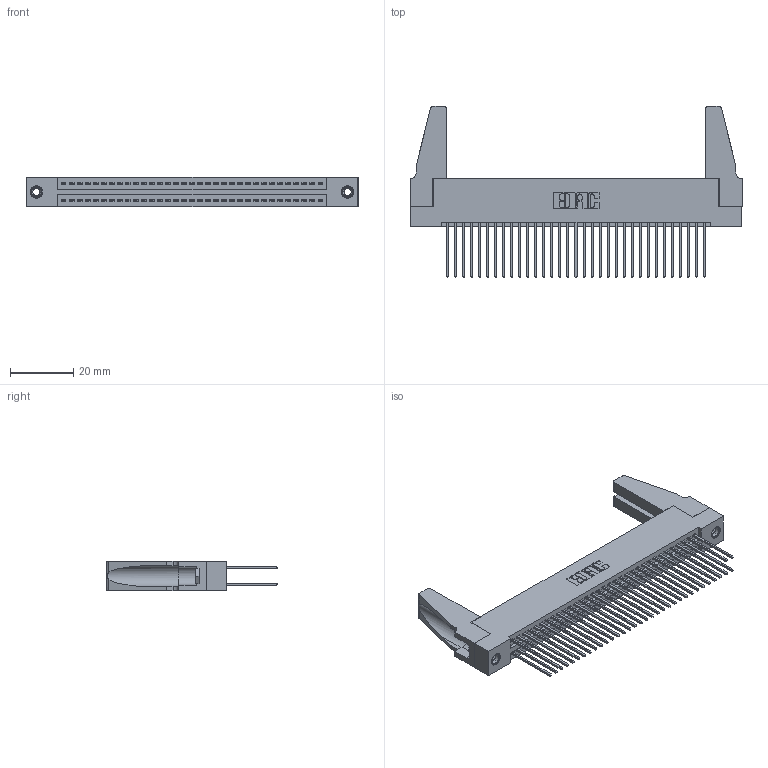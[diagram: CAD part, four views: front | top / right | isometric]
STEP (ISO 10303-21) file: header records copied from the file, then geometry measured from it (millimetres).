
FILE_DESCRIPTION (( 'STEP AP203' ), '1' );
FILE_NAME ('345-066-542-288.STEP', '2019-10-30T17:27:01', ( '' ), ( '' ), 'SwSTEP 2.0', 'SolidWorks 2016', '' );
FILE_SCHEMA (( 'CONFIG_CONTROL_DESIGN' ));
Length unit declared in the file: inch
Products named in the file (5): 345 Part_Flush Mounting Lugs - 0.156 Dia-TH; 345-292-001_345-293-142; 345-066-542-288; 345-250-001_345-250-001-102; 345-220-078_345-220-088
Assembly tree (71 placements, depth 2):
  345-066-542-288
    345 Part_Flush Mounting Lugs - 0.156 Dia-TH
    345-292-001_345-293-142  x66
    345-250-001_345-250-001-102  x2
    345-220-078_345-220-088  x2
Bounding box: 105.05 x 54.15 x 9.4 mm (x, y, z)
Volume: 13681.7 mm3; surface area: 19801.7 mm2
Topology: 71 solids, 71 shells, 3550 faces, 10489 edges, 6894 vertices
Faces by surface type: plane 2330, cylinder 1204, cone 12, torus 4
Entity records: 29270 total; most frequent: CARTESIAN_POINT 4910, ORIENTED_EDGE 4804, DIRECTION 4346, EDGE_CURVE 2402, LINE 2096, VECTOR 2096, VERTEX_POINT 1594, AXIS2_PLACEMENT_3D 1125
